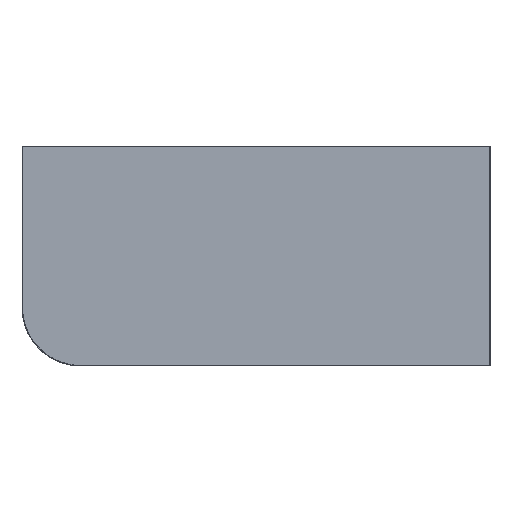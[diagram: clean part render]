
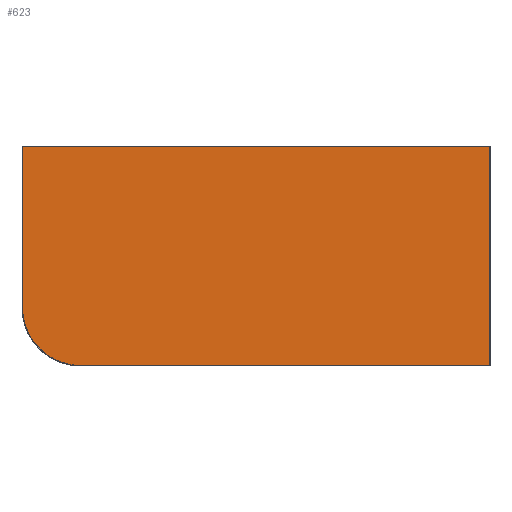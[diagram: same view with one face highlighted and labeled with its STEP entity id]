
A CAD part, top view. The second image highlights one B-rep face of the part: STEP entity #623.
In plain terms, the highlighted face is planar.
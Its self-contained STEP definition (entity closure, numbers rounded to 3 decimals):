
#623=ADVANCED_FACE('',(#987),#6233,.T.);
#987=FACE_OUTER_BOUND('',#1351,.T.);
#1351=EDGE_LOOP('',(#3313,#3314,#3315,#3316,#3317));
#3313=ORIENTED_EDGE('',*,*,#4377,.T.);
#3314=ORIENTED_EDGE('',*,*,#4381,.T.);
#3315=ORIENTED_EDGE('',*,*,#4417,.T.);
#3316=ORIENTED_EDGE('',*,*,#4382,.T.);
#3317=ORIENTED_EDGE('',*,*,#4383,.T.);
#4377=EDGE_CURVE('',#6085,#6086,#4962,.T.);
#4381=EDGE_CURVE('',#6086,#6089,#4966,.T.);
#4382=EDGE_CURVE('',#6090,#6091,#4967,.T.);
#4383=EDGE_CURVE('',#6091,#6085,#4968,.T.);
#4417=EDGE_CURVE('',#6089,#6090,#5432,.T.);
#4962=B_SPLINE_CURVE_WITH_KNOTS('',1,(#11474,#11475),.UNSPECIFIED.,.F.,
 .F.,(2,2),(-1063.,0.),.UNSPECIFIED.);
#4966=B_SPLINE_CURVE_WITH_KNOTS('',1,(#11482,#11483),.UNSPECIFIED.,.F.,
 .F.,(2,2),(0.,367.),.UNSPECIFIED.);
#4967=B_SPLINE_CURVE_WITH_KNOTS('',1,(#11484,#11485),.UNSPECIFIED.,.F.,
 .F.,(2,2),(0.,931.),.UNSPECIFIED.);
#4968=B_SPLINE_CURVE_WITH_KNOTS('',1,(#11486,#11487),.UNSPECIFIED.,.F.,
 .F.,(2,2),(0.,499.),.UNSPECIFIED.);
#5432=(
BOUNDED_CURVE()
B_SPLINE_CURVE(2,(#11575,#11576,#11577),.UNSPECIFIED.,.F.,.F.)
B_SPLINE_CURVE_WITH_KNOTS((3,3),(-207.345,0.),.UNSPECIFIED.)
CURVE()
GEOMETRIC_REPRESENTATION_ITEM()
RATIONAL_B_SPLINE_CURVE((1.,0.707,1.))
REPRESENTATION_ITEM('')
);
#6085=VERTEX_POINT('',#11424);
#6086=VERTEX_POINT('',#11425);
#6089=VERTEX_POINT('',#11428);
#6090=VERTEX_POINT('',#11429);
#6091=VERTEX_POINT('',#11430);
#6233=PLANE('',#7072);
#7072=AXIS2_PLACEMENT_3D('',#11143,#7485,$);
#7485=DIRECTION('',(0.,1.,0.));
#11143=CARTESIAN_POINT('',(-702.8,50.,-299.9));
#11424=CARTESIAN_POINT('',(466.5,50.,-250.));
#11425=CARTESIAN_POINT('',(-596.5,50.,-250.));
#11428=CARTESIAN_POINT('',(-596.5,50.,117.));
#11429=CARTESIAN_POINT('',(-464.5,50.,249.));
#11430=CARTESIAN_POINT('',(466.5,50.,249.));
#11474=CARTESIAN_POINT('',(466.5,50.,-250.));
#11475=CARTESIAN_POINT('',(-596.5,50.,-250.));
#11482=CARTESIAN_POINT('',(-596.5,50.,-250.));
#11483=CARTESIAN_POINT('',(-596.5,50.,117.));
#11484=CARTESIAN_POINT('',(-464.5,50.,249.));
#11485=CARTESIAN_POINT('',(466.5,50.,249.));
#11486=CARTESIAN_POINT('',(466.5,50.,249.));
#11487=CARTESIAN_POINT('',(466.5,50.,-250.));
#11575=CARTESIAN_POINT('',(-596.5,50.,117.));
#11576=CARTESIAN_POINT('',(-596.5,50.,249.));
#11577=CARTESIAN_POINT('',(-464.5,50.,249.));
